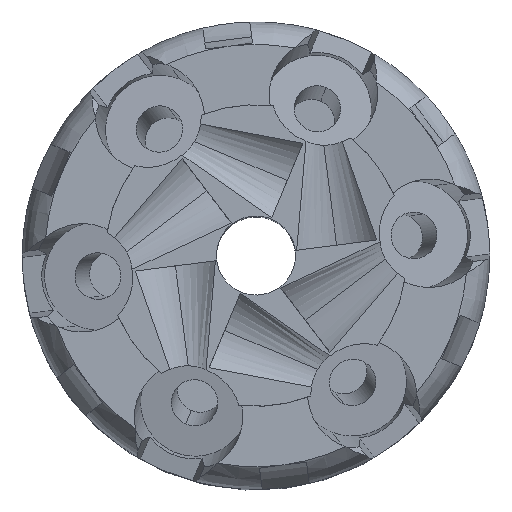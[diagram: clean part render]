
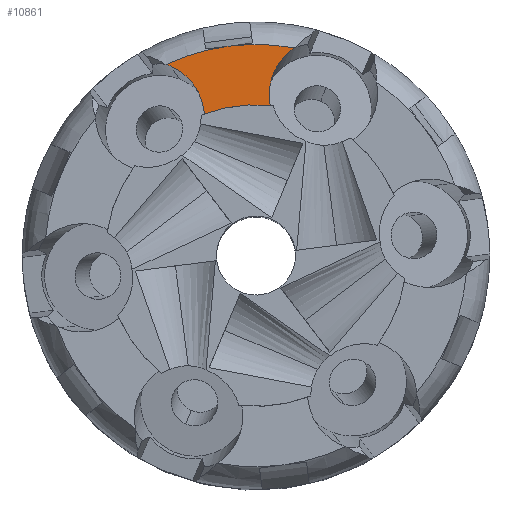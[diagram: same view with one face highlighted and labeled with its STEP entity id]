
A CAD part, top view. The second image highlights one B-rep face of the part: STEP entity #10861.
In plain terms, the highlighted planar face has unit normal (0, 0, 1).
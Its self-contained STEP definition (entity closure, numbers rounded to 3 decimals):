
#189 = B_SPLINE_CURVE_WITH_KNOTS ( 'NONE', 3,
 ( #5840, #2661, #598, #7945 ),
 .UNSPECIFIED., .F., .F.,
 ( 4, 4 ),
 ( 0., 1. ),
 .UNSPECIFIED. ) ;
#471 = PLANE ( 'NONE',  #1368 ) ;
#493 = CARTESIAN_POINT ( 'NONE',  ( 5.263, 8.507, 32.089 ) ) ;
#598 = CARTESIAN_POINT ( 'NONE',  ( 5.118, 8.413, 32.089 ) ) ;
#673 = CARTESIAN_POINT ( 'NONE',  ( -3.512, 5.083, 32.089 ) ) ;
#715 = B_SPLINE_CURVE_WITH_KNOTS ( 'NONE', 3,
 ( #4795, #2663, #13231, #6886 ),
 .UNSPECIFIED., .F., .F.,
 ( 4, 4 ),
 ( 0., 1. ),
 .UNSPECIFIED. ) ;
#797 = CARTESIAN_POINT ( 'NONE',  ( -5.745, 6.915, 32.089 ) ) ;
#894 = ORIENTED_EDGE ( 'NONE', *, *, #2420, .T. ) ;
#896 = CARTESIAN_POINT ( 'NONE',  ( 3.027, 3.853, 32.089 ) ) ;
#1137 = CARTESIAN_POINT ( 'NONE',  ( -2.723, 2.659, 32.089 ) ) ;
#1225 = ORIENTED_EDGE ( 'NONE', *, *, #10928, .T. ) ;
#1368 = AXIS2_PLACEMENT_3D ( 'NONE', #4705, #12077, #5742 ) ;
#1721 = CARTESIAN_POINT ( 'NONE',  ( -2.959, 3.955, 32.089 ) ) ;
#1925 = EDGE_LOOP ( 'NONE', ( #894, #3697, #6501, #9294, #12109, #1225, #6810, #12440 ) ) ;
#2188 = CARTESIAN_POINT ( 'NONE',  ( -0.831, 3.233, 32.089 ) ) ;
#2420 = EDGE_CURVE ( 'NONE', #12944, #7654, #13381, .T. ) ;
#2661 = CARTESIAN_POINT ( 'NONE',  ( 4.978, 8.311, 32.089 ) ) ;
#2663 = CARTESIAN_POINT ( 'NONE',  ( -2.75, 2.98, 32.089 ) ) ;
#2783 = CARTESIAN_POINT ( 'NONE',  ( -2.776, 3.14, 32.089 ) ) ;
#3024 = CARTESIAN_POINT ( 'NONE',  ( 3.068, 5.188, 32.089 ) ) ;
#3079 = VERTEX_POINT ( 'NONE', #6872 ) ;
#3133 = EDGE_CURVE ( 'NONE', #7654, #12738, #6902, .T. ) ;
#3272 = CARTESIAN_POINT ( 'NONE',  ( 2.125, 3.504, 32.089 ) ) ;
#3360 = FACE_OUTER_BOUND ( 'NONE', #1925, .T. ) ;
#3418 = VERTEX_POINT ( 'NONE', #7389 ) ;
#3504 = VERTEX_POINT ( 'NONE', #7528 ) ;
#3692 = CARTESIAN_POINT ( 'NONE',  ( 1.394, 8.914, 32.089 ) ) ;
#3697 = ORIENTED_EDGE ( 'NONE', *, *, #3133, .T. ) ;
#3811 = CARTESIAN_POINT ( 'NONE',  ( -5.006, 6.531, 32.089 ) ) ;
#4082 = CARTESIAN_POINT ( 'NONE',  ( 3.39, 6.257, 32.089 ) ) ;
#4138 = CARTESIAN_POINT ( 'NONE',  ( -6.093, 7.045, 32.089 ) ) ;
#4173 = B_SPLINE_CURVE_WITH_KNOTS ( 'NONE', 3,
 ( #1137, #7441, #2188, #9560, #3272, #10628 ),
 .UNSPECIFIED., .F., .F.,
 ( 4, 2, 4 ),
 ( 0., 0.5, 1. ),
 .UNSPECIFIED. ) ;
#4705 = CARTESIAN_POINT ( 'NONE',  ( -13.01, -21.222, 32.089 ) ) ;
#4749 = CARTESIAN_POINT ( 'NONE',  ( 3.356, 8.86, 32.089 ) ) ;
#4795 = CARTESIAN_POINT ( 'NONE',  ( -2.776, 3.14, 32.089 ) ) ;
#4816 = CARTESIAN_POINT ( 'NONE',  ( -2.776, 3.14, 32.089 ) ) ;
#4866 = CARTESIAN_POINT ( 'NONE',  ( -4.745, 6.353, 32.089 ) ) ;
#4943 = CARTESIAN_POINT ( 'NONE',  ( -5.745, 6.915, 32.089 ) ) ;
#5133 = CARTESIAN_POINT ( 'NONE',  ( 3.685, 6.855, 32.089 ) ) ;
#5645 = B_SPLINE_CURVE_WITH_KNOTS ( 'NONE', 3,
 ( #8251, #896, #9325, #3024, #10383, #4082, #11462, #5133, #12512, #6198, #13580, #7233 ),
 .UNSPECIFIED., .F., .F.,
 ( 4, 2, 2, 2, 2, 4 ),
 ( 0., 0.25, 0.5, 0.625, 0.75, 1. ),
 .UNSPECIFIED. ) ;
#5742 = DIRECTION ( 'NONE',  ( -0.385, -0.923, 0. ) ) ;
#5840 = CARTESIAN_POINT ( 'NONE',  ( 4.844, 8.202, 32.089 ) ) ;
#5915 = CARTESIAN_POINT ( 'NONE',  ( -4.338, 6.027, 32.089 ) ) ;
#6198 = CARTESIAN_POINT ( 'NONE',  ( 4.19, 7.593, 32.089 ) ) ;
#6252 = EDGE_CURVE ( 'NONE', #12944, #8662, #7338, .T. ) ;
#6259 = CARTESIAN_POINT ( 'NONE',  ( -2.453, 8.419, 32.089 ) ) ;
#6381 = EDGE_CURVE ( 'NONE', #3079, #3418, #4173, .T. ) ;
#6501 = ORIENTED_EDGE ( 'NONE', *, *, #8053, .T. ) ;
#6560 = CARTESIAN_POINT ( 'NONE',  ( -0.53, 8.666, 32.089 ) ) ;
#6810 = ORIENTED_EDGE ( 'NONE', *, *, #10885, .F. ) ;
#6872 = CARTESIAN_POINT ( 'NONE',  ( -2.723, 2.659, 32.089 ) ) ;
#6886 = CARTESIAN_POINT ( 'NONE',  ( -2.723, 2.659, 32.089 ) ) ;
#6902 = B_SPLINE_CURVE_WITH_KNOTS ( 'NONE', 3,
 ( #9050, #7984, #10103, #3811, #11187, #4866, #12240, #5915, #13311, #6964, #673, #8023, #1721, #9097, #2783 ),
 .UNSPECIFIED., .F., .F.,
 ( 4, 1, 2, 2, 2, 2, 2, 4 ),
 ( 0., 0.125, 0.188, 0.25, 0.375, 0.5, 0.75, 1. ),
 .UNSPECIFIED. ) ;
#6964 = CARTESIAN_POINT ( 'NONE',  ( -3.9, 5.576, 32.089 ) ) ;
#7233 = CARTESIAN_POINT ( 'NONE',  ( 4.844, 8.202, 32.089 ) ) ;
#7338 = B_SPLINE_CURVE_WITH_KNOTS ( 'NONE', 3,
 ( #4138, #8313, #6259, #13645 ),
 .UNSPECIFIED., .F., .F.,
 ( 4, 4 ),
 ( 0., 1. ),
 .UNSPECIFIED. ) ;
#7389 = CARTESIAN_POINT ( 'NONE',  ( 3.114, 3.41, 32.089 ) ) ;
#7441 = CARTESIAN_POINT ( 'NONE',  ( -1.791, 2.999, 32.089 ) ) ;
#7503 = CARTESIAN_POINT ( 'NONE',  ( -6.093, 7.045, 32.089 ) ) ;
#7528 = CARTESIAN_POINT ( 'NONE',  ( 4.844, 8.202, 32.089 ) ) ;
#7654 = VERTEX_POINT ( 'NONE', #797 ) ;
#7857 = CARTESIAN_POINT ( 'NONE',  ( -0.53, 8.666, 32.089 ) ) ;
#7945 = CARTESIAN_POINT ( 'NONE',  ( 5.263, 8.507, 32.089 ) ) ;
#7984 = CARTESIAN_POINT ( 'NONE',  ( -5.552, 6.834, 32.089 ) ) ;
#8023 = CARTESIAN_POINT ( 'NONE',  ( -3.297, 4.724, 32.089 ) ) ;
#8053 = EDGE_CURVE ( 'NONE', #12738, #3079, #715, .T. ) ;
#8251 = CARTESIAN_POINT ( 'NONE',  ( 3.114, 3.41, 32.089 ) ) ;
#8313 = CARTESIAN_POINT ( 'NONE',  ( -4.338, 7.869, 32.089 ) ) ;
#8552 = CARTESIAN_POINT ( 'NONE',  ( -5.975, 7.005, 32.089 ) ) ;
#8662 = VERTEX_POINT ( 'NONE', #6560 ) ;
#9050 = CARTESIAN_POINT ( 'NONE',  ( -5.745, 6.915, 32.089 ) ) ;
#9097 = CARTESIAN_POINT ( 'NONE',  ( -2.842, 3.555, 32.089 ) ) ;
#9294 = ORIENTED_EDGE ( 'NONE', *, *, #6381, .T. ) ;
#9325 = CARTESIAN_POINT ( 'NONE',  ( 3., 4.295, 32.089 ) ) ;
#9521 = EDGE_CURVE ( 'NONE', #3418, #3504, #5645, .T. ) ;
#9560 = CARTESIAN_POINT ( 'NONE',  ( 1.138, 3.487, 32.089 ) ) ;
#9623 = CARTESIAN_POINT ( 'NONE',  ( -5.859, 6.962, 32.089 ) ) ;
#10103 = CARTESIAN_POINT ( 'NONE',  ( -5.272, 6.696, 32.089 ) ) ;
#10383 = CARTESIAN_POINT ( 'NONE',  ( 3.161, 5.625, 32.089 ) ) ;
#10628 = CARTESIAN_POINT ( 'NONE',  ( 3.114, 3.41, 32.089 ) ) ;
#10861 = ADVANCED_FACE ( 'NONE', ( #3360 ), #471, .T. ) ;
#10885 = EDGE_CURVE ( 'NONE', #8662, #12625, #12818, .T. ) ;
#10928 = EDGE_CURVE ( 'NONE', #3504, #12625, #189, .T. ) ;
#11187 = CARTESIAN_POINT ( 'NONE',  ( -4.832, 6.415, 32.089 ) ) ;
#11462 = CARTESIAN_POINT ( 'NONE',  ( 3.479, 6.461, 32.089 ) ) ;
#11772 = CARTESIAN_POINT ( 'NONE',  ( -6.093, 7.045, 32.089 ) ) ;
#12077 = DIRECTION ( 'NONE',  ( 0., 0., 1. ) ) ;
#12109 = ORIENTED_EDGE ( 'NONE', *, *, #9521, .T. ) ;
#12124 = CARTESIAN_POINT ( 'NONE',  ( 5.263, 8.507, 32.089 ) ) ;
#12240 = CARTESIAN_POINT ( 'NONE',  ( -4.495, 6.163, 32.089 ) ) ;
#12440 = ORIENTED_EDGE ( 'NONE', *, *, #6252, .F. ) ;
#12512 = CARTESIAN_POINT ( 'NONE',  ( 3.803, 7.046, 32.089 ) ) ;
#12625 = VERTEX_POINT ( 'NONE', #493 ) ;
#12738 = VERTEX_POINT ( 'NONE', #4816 ) ;
#12818 = B_SPLINE_CURVE_WITH_KNOTS ( 'NONE', 3,
 ( #7857, #3692, #4749, #12124 ),
 .UNSPECIFIED., .F., .F.,
 ( 4, 4 ),
 ( 0., 1. ),
 .UNSPECIFIED. ) ;
#12944 = VERTEX_POINT ( 'NONE', #11772 ) ;
#13231 = CARTESIAN_POINT ( 'NONE',  ( -2.733, 2.82, 32.089 ) ) ;
#13311 = CARTESIAN_POINT ( 'NONE',  ( -4.041, 5.734, 32.089 ) ) ;
#13381 = B_SPLINE_CURVE_WITH_KNOTS ( 'NONE', 3,
 ( #7503, #8552, #9623, #4943 ),
 .UNSPECIFIED., .F., .F.,
 ( 4, 4 ),
 ( 0., 1. ),
 .UNSPECIFIED. ) ;
#13580 = CARTESIAN_POINT ( 'NONE',  ( 4.494, 7.917, 32.089 ) ) ;
#13645 = CARTESIAN_POINT ( 'NONE',  ( -0.53, 8.666, 32.089 ) ) ;
